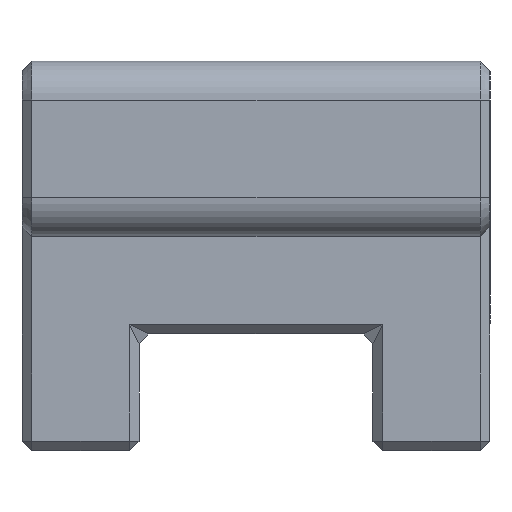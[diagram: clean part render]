
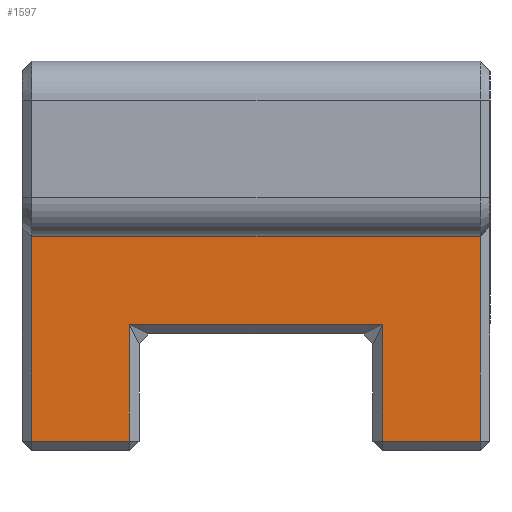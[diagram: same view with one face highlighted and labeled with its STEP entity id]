
A CAD part, front view. The second image highlights one B-rep face of the part: STEP entity #1597.
In plain terms, the highlighted face is planar.
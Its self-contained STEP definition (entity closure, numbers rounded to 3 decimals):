
#89=PLANE('',#1745);
#187=FACE_OUTER_BOUND('',#296,.T.);
#296=EDGE_LOOP('',(#1386,#1387,#1388,#1389,#1390,#1391,#1392,#1393,#1394,
#1395));
#343=LINE('',#2321,#522);
#358=LINE('',#2354,#537);
#367=LINE('',#2372,#546);
#368=LINE('',#2374,#547);
#385=LINE('',#2411,#564);
#418=LINE('',#2485,#597);
#426=LINE('',#2497,#605);
#455=LINE('',#2564,#634);
#456=LINE('',#2566,#635);
#457=LINE('',#2567,#636);
#522=VECTOR('',#1840,10.);
#537=VECTOR('',#1865,10.);
#546=VECTOR('',#1880,10.);
#547=VECTOR('',#1883,10.);
#564=VECTOR('',#1912,10.);
#597=VECTOR('',#1993,10.);
#605=VECTOR('',#2009,10.);
#634=VECTOR('',#2084,10.);
#635=VECTOR('',#2085,10.);
#636=VECTOR('',#2086,10.);
#747=VERTEX_POINT('',#2316);
#748=VERTEX_POINT('',#2320);
#756=VERTEX_POINT('',#2340);
#761=VERTEX_POINT('',#2350);
#764=VERTEX_POINT('',#2360);
#767=VERTEX_POINT('',#2367);
#771=VERTEX_POINT('',#2384);
#781=VERTEX_POINT('',#2410);
#813=VERTEX_POINT('',#2563);
#814=VERTEX_POINT('',#2565);
#871=EDGE_CURVE('',#748,#747,#343,.T.);
#886=EDGE_CURVE('',#756,#761,#358,.T.);
#895=EDGE_CURVE('',#761,#767,#367,.T.);
#896=EDGE_CURVE('',#767,#764,#368,.T.);
#913=EDGE_CURVE('',#771,#781,#385,.T.);
#954=EDGE_CURVE('',#764,#771,#418,.T.);
#962=EDGE_CURVE('',#747,#756,#426,.T.);
#999=EDGE_CURVE('',#813,#781,#455,.T.);
#1000=EDGE_CURVE('',#813,#814,#456,.T.);
#1001=EDGE_CURVE('',#748,#814,#457,.T.);
#1386=ORIENTED_EDGE('',*,*,#871,.F.);
#1387=ORIENTED_EDGE('',*,*,#1001,.T.);
#1388=ORIENTED_EDGE('',*,*,#1000,.F.);
#1389=ORIENTED_EDGE('',*,*,#999,.T.);
#1390=ORIENTED_EDGE('',*,*,#913,.F.);
#1391=ORIENTED_EDGE('',*,*,#954,.F.);
#1392=ORIENTED_EDGE('',*,*,#896,.F.);
#1393=ORIENTED_EDGE('',*,*,#895,.F.);
#1394=ORIENTED_EDGE('',*,*,#886,.F.);
#1395=ORIENTED_EDGE('',*,*,#962,.F.);
#1597=ADVANCED_FACE('',(#187),#89,.T.);
#1745=AXIS2_PLACEMENT_3D('',#2612,#2143,#2144);
#1840=DIRECTION('',(0.,0.,-1.));
#1865=DIRECTION('',(0.,0.,1.));
#1880=DIRECTION('',(0.,-1.,0.));
#1883=DIRECTION('',(0.,0.,-1.));
#1912=DIRECTION('',(0.,0.,1.));
#1993=DIRECTION('',(0.,-1.,0.));
#2009=DIRECTION('',(0.,-1.,0.));
#2084=DIRECTION('',(0.,-1.,0.));
#2085=DIRECTION('',(0.,1.,0.));
#2086=DIRECTION('',(0.,-1.,0.));
#2143=DIRECTION('center_axis',(1.,0.,0.));
#2144=DIRECTION('ref_axis',(0.,-1.,0.));
#2316=CARTESIAN_POINT('',(-7.,27.5,-15.5));
#2320=CARTESIAN_POINT('',(-7.,27.5,-5.));
#2321=CARTESIAN_POINT('',(-7.,27.5,0.));
#2340=CARTESIAN_POINT('',(-7.,22.5,-15.5));
#2350=CARTESIAN_POINT('',(-7.,22.5,-9.5));
#2354=CARTESIAN_POINT('',(-7.,22.5,0.));
#2360=CARTESIAN_POINT('',(-7.,9.5,-15.5));
#2367=CARTESIAN_POINT('',(-7.,9.5,-9.5));
#2372=CARTESIAN_POINT('',(-7.,21.,-9.5));
#2374=CARTESIAN_POINT('',(-7.,9.5,0.));
#2384=CARTESIAN_POINT('',(-7.,4.5,-15.5));
#2410=CARTESIAN_POINT('',(-7.,4.5,-5.));
#2411=CARTESIAN_POINT('',(-7.,4.5,0.));
#2485=CARTESIAN_POINT('',(-7.,21.,-15.5));
#2497=CARTESIAN_POINT('',(-7.,21.,-15.5));
#2563=CARTESIAN_POINT('',(-7.,10.,-5.));
#2564=CARTESIAN_POINT('',(-7.,21.,-5.));
#2565=CARTESIAN_POINT('',(-7.,22.,-5.));
#2566=CARTESIAN_POINT('',(-7.,19.,-5.));
#2567=CARTESIAN_POINT('',(-7.,21.,-5.));
#2612=CARTESIAN_POINT('Origin',(-7.,26.,0.));
